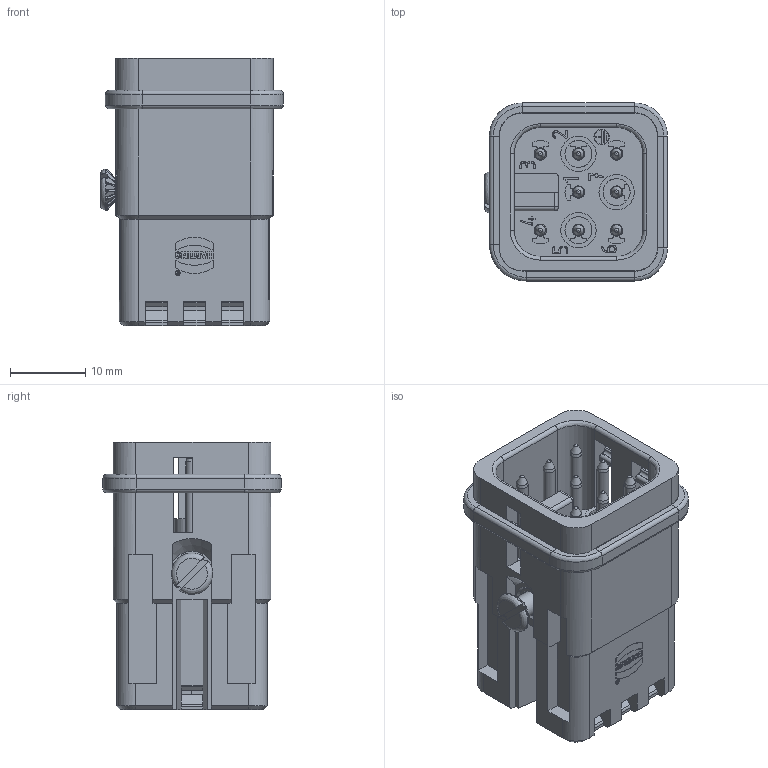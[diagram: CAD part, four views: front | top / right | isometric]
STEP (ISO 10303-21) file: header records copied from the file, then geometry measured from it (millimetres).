
FILE_DESCRIPTION(/* description */ (''),/* implementation_level */ '2;1');
FILE_NAME(/* name */ '100179354ugm000_d.stp',/* time_stamp */ '2017-09-28T15:44:02+02:00',/* author */ (''),/* organization */ (''),/* preprocessor_version */ 'ST-DEVELOPER v16',/* originating_system */ 'SIEMENS PLM Software NX 10.0',/* authorisation */ '');
FILE_SCHEMA (('AUTOMOTIVE_DESIGN { 1 0 10303 214 3 1 1 1 }'));
Products named in the file (1): 100179354ugm000_d
Bounding box: 24.35 x 23.7 x 35.6 mm (x, y, z)
Volume: 9804.8 mm3; surface area: 7340.6 mm2
Topology: 1 solids, 1 shells, 1479 faces, 4498 edges, 3484 vertices
Faces by surface type: plane 853, cylinder 251, extrusion 193, bspline 121, cone 61
Full cylindrical faces by diameter (mm): 0.55 x1, 0.65 x1, 1.6 x16, 1.7 x8, 1.914 x2, 2.041 x2, 3 x1, 3.2 x8, 3.6 x3, 4.1 x1, 4.7 x3
Entity records: 60494 total; most frequent: CARTESIAN_POINT 18731, ORIENTED_EDGE 7890, DIRECTION 6374, EDGE_CURVE 3945, VECTOR 2870, LINE 2677, VERTEX_POINT 2649, AXIS2_PLACEMENT_3D 1752
